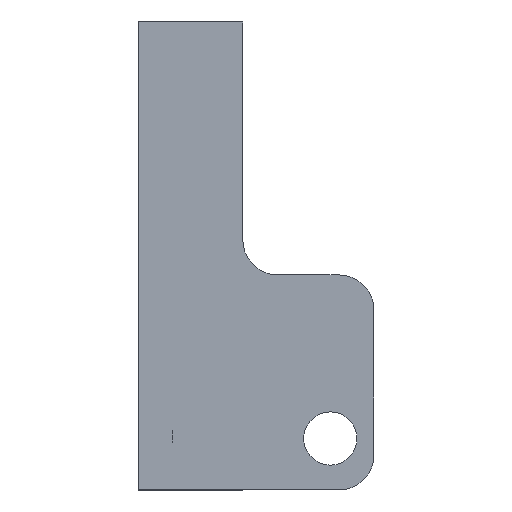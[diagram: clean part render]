
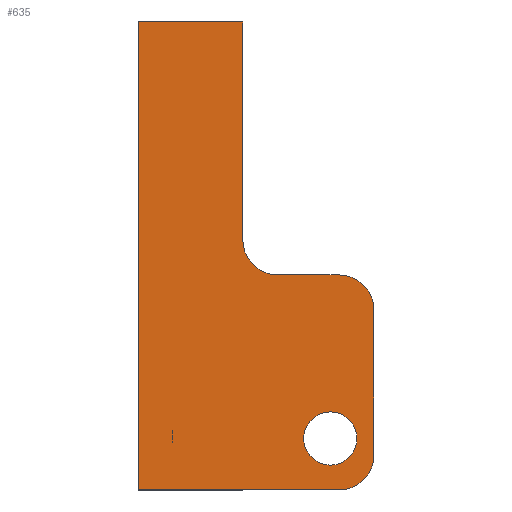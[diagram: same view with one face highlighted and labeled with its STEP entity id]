
A CAD part, left-side view. The second image highlights one B-rep face of the part: STEP entity #635.
In plain terms, the highlighted planar face has unit normal (-1, 0, 0).
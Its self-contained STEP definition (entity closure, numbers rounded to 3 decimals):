
#18=PLANE('',#701);
#37=FACE_BOUND('',#110,.T.);
#69=FACE_OUTER_BOUND('',#109,.T.);
#109=EDGE_LOOP('',(#462,#463,#464,#465,#466,#467,#468,#469,#470));
#110=EDGE_LOOP('',(#471));
#165=LINE('',#1075,#212);
#169=LINE('',#1087,#216);
#170=LINE('',#1089,#217);
#171=LINE('',#1091,#218);
#172=LINE('',#1093,#219);
#173=LINE('',#1096,#220);
#212=VECTOR('',#790,10.);
#216=VECTOR('',#802,10.);
#217=VECTOR('',#803,10.);
#218=VECTOR('',#804,10.);
#219=VECTOR('',#805,10.);
#220=VECTOR('',#808,10.);
#260=CIRCLE('',#696,4.);
#262=CIRCLE('',#700,4.);
#263=CIRCLE('',#702,4.);
#264=CIRCLE('',#703,3.05);
#301=VERTEX_POINT('',#1068);
#302=VERTEX_POINT('',#1070);
#303=VERTEX_POINT('',#1074);
#306=VERTEX_POINT('',#1082);
#307=VERTEX_POINT('',#1086);
#308=VERTEX_POINT('',#1088);
#309=VERTEX_POINT('',#1090);
#310=VERTEX_POINT('',#1092);
#311=VERTEX_POINT('',#1094);
#312=VERTEX_POINT('',#1097);
#361=EDGE_CURVE('',#302,#301,#260,.T.);
#363=EDGE_CURVE('',#302,#303,#165,.T.);
#367=EDGE_CURVE('',#306,#303,#262,.T.);
#369=EDGE_CURVE('',#301,#307,#169,.T.);
#370=EDGE_CURVE('',#308,#307,#170,.T.);
#371=EDGE_CURVE('',#308,#309,#171,.T.);
#372=EDGE_CURVE('',#309,#310,#172,.T.);
#373=EDGE_CURVE('',#310,#311,#263,.T.);
#374=EDGE_CURVE('',#311,#306,#173,.T.);
#375=EDGE_CURVE('',#312,#312,#264,.T.);
#462=ORIENTED_EDGE('',*,*,#367,.T.);
#463=ORIENTED_EDGE('',*,*,#363,.F.);
#464=ORIENTED_EDGE('',*,*,#361,.T.);
#465=ORIENTED_EDGE('',*,*,#369,.T.);
#466=ORIENTED_EDGE('',*,*,#370,.F.);
#467=ORIENTED_EDGE('',*,*,#371,.T.);
#468=ORIENTED_EDGE('',*,*,#372,.T.);
#469=ORIENTED_EDGE('',*,*,#373,.T.);
#470=ORIENTED_EDGE('',*,*,#374,.T.);
#471=ORIENTED_EDGE('',*,*,#375,.F.);
#635=ADVANCED_FACE('',(#69,#37),#18,.F.);
#696=AXIS2_PLACEMENT_3D('',#1071,#785,#786);
#700=AXIS2_PLACEMENT_3D('',#1083,#797,#798);
#701=AXIS2_PLACEMENT_3D('',#1085,#800,#801);
#702=AXIS2_PLACEMENT_3D('',#1095,#806,#807);
#703=AXIS2_PLACEMENT_3D('',#1098,#809,#810);
#785=DIRECTION('center_axis',(1.,0.,0.));
#786=DIRECTION('ref_axis',(0.,0.707,-0.707));
#790=DIRECTION('',(0.,-1.,0.));
#797=DIRECTION('center_axis',(-1.,0.,0.));
#798=DIRECTION('ref_axis',(0.,-0.707,0.707));
#800=DIRECTION('center_axis',(1.,0.,0.));
#801=DIRECTION('ref_axis',(0.,0.,1.));
#802=DIRECTION('',(0.,0.,1.));
#803=DIRECTION('',(0.,-1.,0.));
#804=DIRECTION('',(0.,0.,-1.));
#805=DIRECTION('',(0.,-1.,0.));
#806=DIRECTION('center_axis',(-1.,0.,0.));
#807=DIRECTION('ref_axis',(0.,-0.707,-0.707));
#808=DIRECTION('',(0.,0.,1.));
#809=DIRECTION('center_axis',(-1.,0.,0.));
#810=DIRECTION('ref_axis',(0.,0.,
-1.));
#1068=CARTESIAN_POINT('',(-12.,6.5,4.897));
#1070=CARTESIAN_POINT('',(-12.,2.5,0.897));
#1071=CARTESIAN_POINT('Origin',(-12.,2.5,4.897));
#1074=CARTESIAN_POINT('',(-12.,-4.5,0.897));
#1075=CARTESIAN_POINT('',(-12.,6.5,0.897));
#1082=CARTESIAN_POINT('',(-12.,-8.5,-3.103));
#1083=CARTESIAN_POINT('Origin',(-12.,-4.5,-3.103));
#1085=CARTESIAN_POINT('Origin',(-12.,18.5,-23.707));
#1086=CARTESIAN_POINT('',(-12.,6.5,29.843));
#1087=CARTESIAN_POINT('',(-12.,6.5,29.843));
#1088=CARTESIAN_POINT('',(-12.,18.5,29.843));
#1089=CARTESIAN_POINT('',(-12.,18.5,29.843));
#1090=CARTESIAN_POINT('',(-12.,18.5,-23.707));
#1091=CARTESIAN_POINT('',(-12.,18.5,29.843));
#1092=CARTESIAN_POINT('',(-12.,-4.5,-23.707));
#1093=CARTESIAN_POINT('',(-12.,18.5,-23.707));
#1094=CARTESIAN_POINT('',(-12.,-8.5,-19.707));
#1095=CARTESIAN_POINT('Origin',(-12.,-4.5,-19.707));
#1096=CARTESIAN_POINT('',(-12.,-8.5,-23.707));
#1097=CARTESIAN_POINT('',(-12.,-3.505,-14.763));
#1098=CARTESIAN_POINT('Origin',(-12.,-3.505,-17.813));
